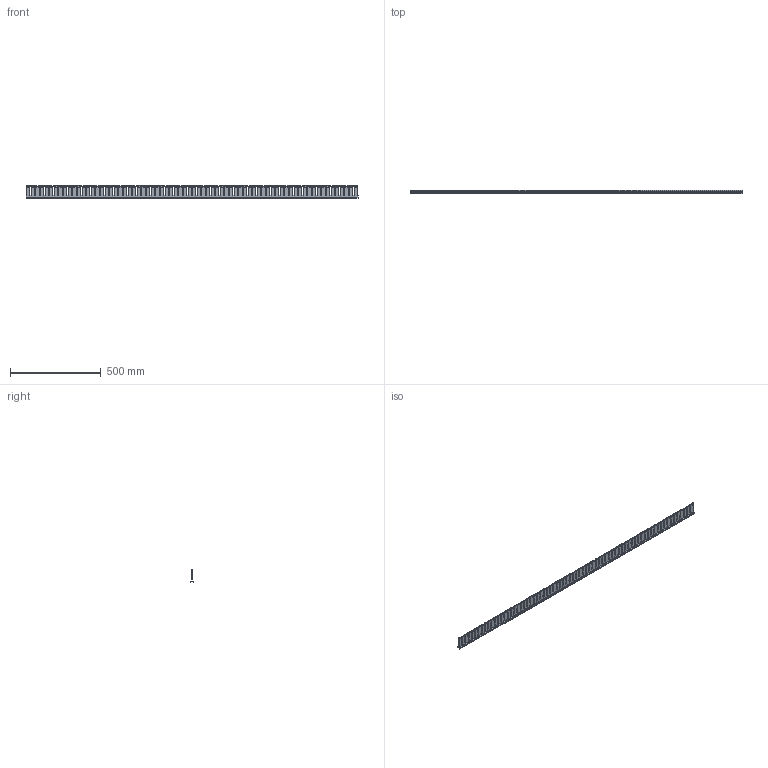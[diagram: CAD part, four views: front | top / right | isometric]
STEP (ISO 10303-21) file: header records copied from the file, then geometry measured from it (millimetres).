
FILE_DESCRIPTION (( 'STEP AP203' ), '1' );
FILE_NAME ('SD3HW.STEP', '2023-04-18T13:59:37', ( '' ), ( '' ), 'SwSTEP 2.0', 'SolidWorks 2021', '' );
FILE_SCHEMA (( 'CONFIG_CONTROL_DESIGN' ));
Length unit declared in the file: inch
Products named in the file (1): SD3HW
Bounding box: 1828.8 x 19.23 x 69.57 mm (x, y, z)
Topology: 0 solids, 3 shells, 2693 faces, 8078 edges, 5386 vertices
Faces by surface type: plane 1387, cylinder 1306
Full cylindrical faces by diameter (mm): 0.508 x1, 4.166 x1
Entity records: 96552 total; most frequent: CARTESIAN_POINT 27752, ORIENTED_EDGE 16158, DIRECTION 12629, EDGE_CURVE 8079, VERTEX_POINT 5386, VECTOR 4889, LINE 4889, AXIS2_PLACEMENT_3D 3870
